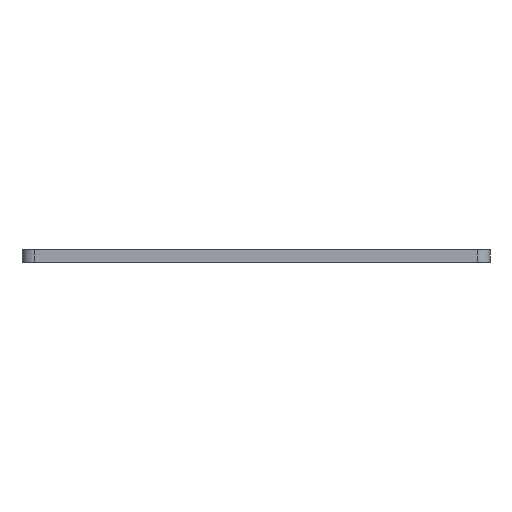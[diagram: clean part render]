
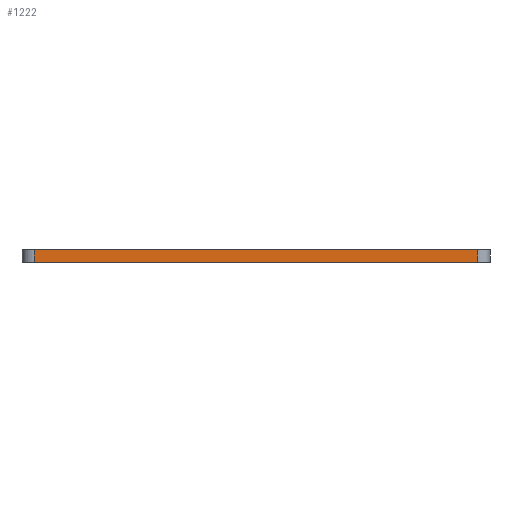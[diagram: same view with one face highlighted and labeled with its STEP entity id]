
A CAD part, front view. The second image highlights one B-rep face of the part: STEP entity #1222.
In plain terms, the highlighted planar face has unit normal (0, -1, 0).
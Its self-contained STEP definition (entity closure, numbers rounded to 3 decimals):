
#6 = PLANE ( 'NONE',  #32 ) ;
#32 = AXIS2_PLACEMENT_3D ( 'NONE', #749, #1465, #471 ) ;
#90 = VECTOR ( 'NONE', #1361, 1000. ) ;
#245 = EDGE_CURVE ( 'NONE', #658, #914, #484, .T. ) ;
#272 = FACE_OUTER_BOUND ( 'NONE', #639, .T. ) ;
#471 = DIRECTION ( 'NONE',  ( 0., 0., 1. ) ) ;
#484 = LINE ( 'NONE', #1790, #840 ) ;
#500 = EDGE_CURVE ( 'NONE', #1469, #914, #1241, .T. ) ;
#510 = VECTOR ( 'NONE', #1871, 1000. ) ;
#513 = CARTESIAN_POINT ( 'NONE',  ( 91., 0., 0. ) ) ;
#628 = CARTESIAN_POINT ( 'NONE',  ( -91., 0., 5. ) ) ;
#639 = EDGE_LOOP ( 'NONE', ( #1543, #799, #1250, #1398 ) ) ;
#658 = VERTEX_POINT ( 'NONE', #1612 ) ;
#745 = EDGE_CURVE ( 'NONE', #1489, #1469, #1107, .T. ) ;
#749 = CARTESIAN_POINT ( 'NONE',  ( -91., 0., 5. ) ) ;
#761 = LINE ( 'NONE', #1020, #1859 ) ;
#799 = ORIENTED_EDGE ( 'NONE', *, *, #245, .F. ) ;
#840 = VECTOR ( 'NONE', #1805, 1000. ) ;
#914 = VERTEX_POINT ( 'NONE', #513 ) ;
#1020 = CARTESIAN_POINT ( 'NONE',  ( -91., 0., 5. ) ) ;
#1057 = CARTESIAN_POINT ( 'NONE',  ( -91., 0., 5. ) ) ;
#1107 = LINE ( 'NONE', #1057, #90 ) ;
#1118 = EDGE_CURVE ( 'NONE', #1489, #658, #761, .T. ) ;
#1222 = ADVANCED_FACE ( 'NONE', ( #272 ), #6, .F. ) ;
#1241 = LINE ( 'NONE', #1711, #510 ) ;
#1250 = ORIENTED_EDGE ( 'NONE', *, *, #1118, .F. ) ;
#1361 = DIRECTION ( 'NONE',  ( 0., 0., -1. ) ) ;
#1398 = ORIENTED_EDGE ( 'NONE', *, *, #745, .T. ) ;
#1451 = DIRECTION ( 'NONE',  ( 1., 0., 0. ) ) ;
#1465 = DIRECTION ( 'NONE',  ( 0., 1., 0. ) ) ;
#1469 = VERTEX_POINT ( 'NONE', #1807 ) ;
#1489 = VERTEX_POINT ( 'NONE', #628 ) ;
#1543 = ORIENTED_EDGE ( 'NONE', *, *, #500, .T. ) ;
#1612 = CARTESIAN_POINT ( 'NONE',  ( 91., 0., 5. ) ) ;
#1711 = CARTESIAN_POINT ( 'NONE',  ( -91., 0., 0. ) ) ;
#1790 = CARTESIAN_POINT ( 'NONE',  ( 91., 0., 5. ) ) ;
#1805 = DIRECTION ( 'NONE',  ( 0., 0., -1. ) ) ;
#1807 = CARTESIAN_POINT ( 'NONE',  ( -91., 0., 0. ) ) ;
#1859 = VECTOR ( 'NONE', #1451, 1000. ) ;
#1871 = DIRECTION ( 'NONE',  ( 1., 0., 0. ) ) ;
